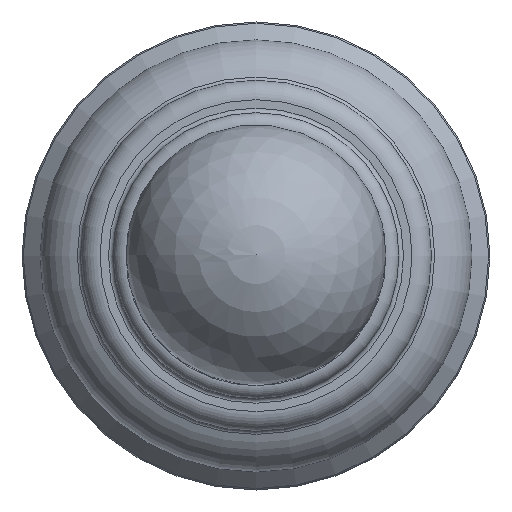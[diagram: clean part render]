
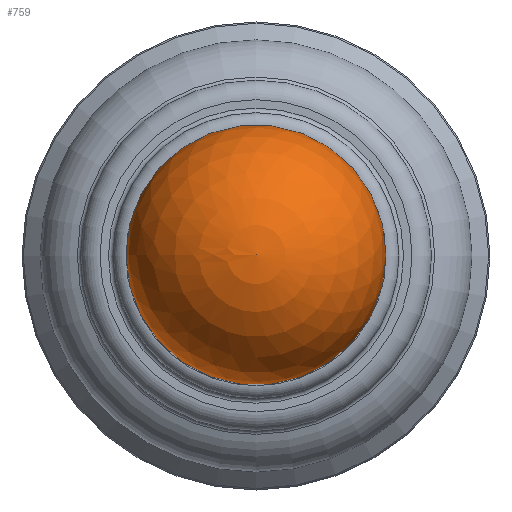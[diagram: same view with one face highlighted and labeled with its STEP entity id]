
A CAD part, top view. The second image highlights one B-rep face of the part: STEP entity #759.
In plain terms, the highlighted spherical face has radius 25.4 mm.
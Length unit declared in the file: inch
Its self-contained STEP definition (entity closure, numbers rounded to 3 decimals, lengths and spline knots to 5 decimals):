
#15=SPHERICAL_SURFACE('',#852,1.);
#85=FACE_OUTER_BOUND('',#140,.T.);
#140=EDGE_LOOP('',(#598,#599,#600,#601));
#240=CIRCLE('',#849,0.58725);
#241=CIRCLE('',#850,0.58725);
#243=CIRCLE('',#853,1.);
#339=VERTEX_POINT('',#1344);
#340=VERTEX_POINT('',#1346);
#341=VERTEX_POINT('',#1351);
#433=EDGE_CURVE('',#339,#340,#240,.T.);
#434=EDGE_CURVE('',#340,#339,#241,.T.);
#436=EDGE_CURVE('',#341,#339,#243,.T.);
#598=ORIENTED_EDGE('',*,*,#434,.F.);
#599=ORIENTED_EDGE('',*,*,#433,.F.);
#600=ORIENTED_EDGE('',*,*,#436,.F.);
#601=ORIENTED_EDGE('',*,*,#436,.T.);
#759=ADVANCED_FACE('',(#85),#15,.T.);
#849=AXIS2_PLACEMENT_3D('',#1347,#1063,#1064);
#850=AXIS2_PLACEMENT_3D('',#1348,#1065,#1066);
#852=AXIS2_PLACEMENT_3D('',#1350,#1069,#1070);
#853=AXIS2_PLACEMENT_3D('',#1352,#1071,#1072);
#1063=DIRECTION('center_axis',(0.,0.,-1.));
#1064=DIRECTION('ref_axis',(-1.,0.,0.));
#1065=DIRECTION('center_axis',(0.,0.,-1.));
#1066=DIRECTION('ref_axis',(-1.,0.,0.));
#1069=DIRECTION('center_axis',(0.,0.,1.));
#1070=DIRECTION('ref_axis',(1.,0.,0.));
#1071=DIRECTION('center_axis',(0.,-1.,0.));
#1072=DIRECTION('ref_axis',(-1.,0.,0.));
#1344=CARTESIAN_POINT('',(-0.58725,0.,4.19059));
#1346=CARTESIAN_POINT('',(0.58725,0.,4.19059));
#1347=CARTESIAN_POINT('Origin',(0.,0.,4.19059));
#1348=CARTESIAN_POINT('Origin',(0.,0.,4.19059));
#1350=CARTESIAN_POINT('Origin',(0.,0.,5.));
#1351=CARTESIAN_POINT('',(0.,0.,6.));
#1352=CARTESIAN_POINT('Origin',(0.,0.,5.));
